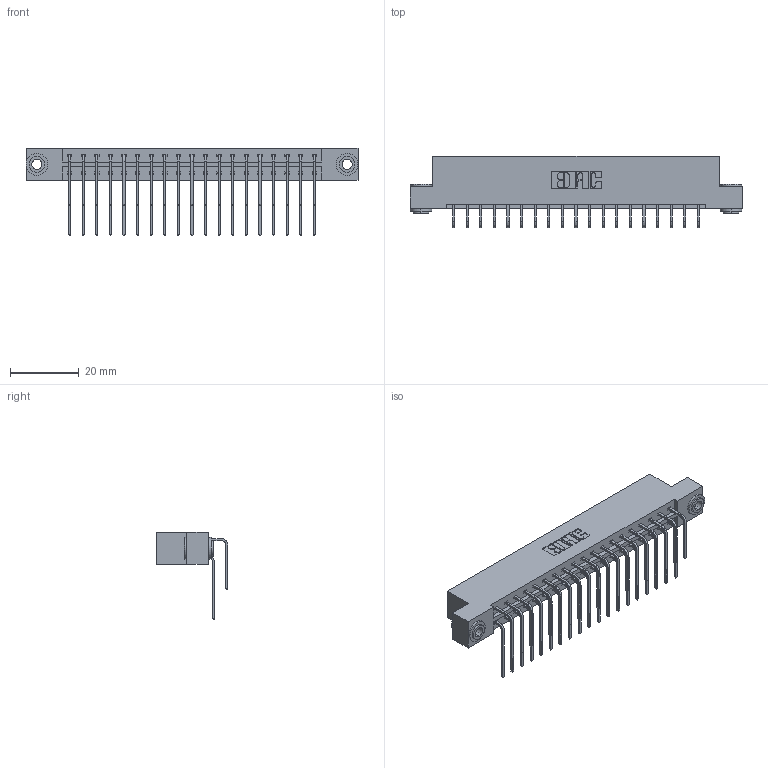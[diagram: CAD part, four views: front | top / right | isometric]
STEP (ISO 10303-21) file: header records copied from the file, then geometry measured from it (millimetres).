
FILE_DESCRIPTION (( 'STEP AP203' ), '1' );
FILE_NAME ('833-038-559-203.STEP', '2020-06-03T13:53:28', ( '' ), ( '' ), 'SwSTEP 2.0', 'SolidWorks 2020', '' );
FILE_SCHEMA (( 'CONFIG_CONTROL_DESIGN' ));
Length unit declared in the file: inch
Products named in the file (5): 345-250-002_345-250-002-102; 833-038-559-203; 345-292-001_559 Tail - 2; 833 Part_Flush - .156 Dia - TH; 345-292-001_558 559 Tail - 1
Assembly tree (41 placements, depth 2):
  833-038-559-203
    833 Part_Flush - .156 Dia - TH
    345-292-001_558 559 Tail - 1  x19
    345-292-001_559 Tail - 2  x19
    345-250-002_345-250-002-102  x2
Bounding box: 96.82 x 20.9 x 25.53 mm (x, y, z)
Volume: 9908.8 mm3; surface area: 12780.3 mm2
Topology: 41 solids, 41 shells, 2204 faces, 6505 edges, 4282 vertices
Faces by surface type: plane 1524, cylinder 672, cone 8
Entity records: 17632 total; most frequent: CARTESIAN_POINT 2976, ORIENTED_EDGE 2854, DIRECTION 2597, EDGE_CURVE 1427, LINE 1235, VECTOR 1235, VERTEX_POINT 946, AXIS2_PLACEMENT_3D 681
